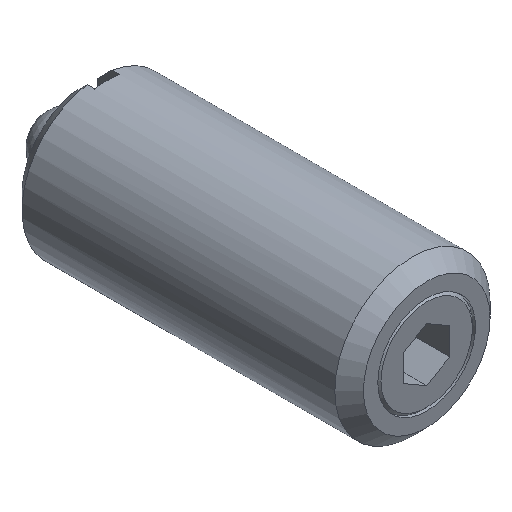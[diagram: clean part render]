
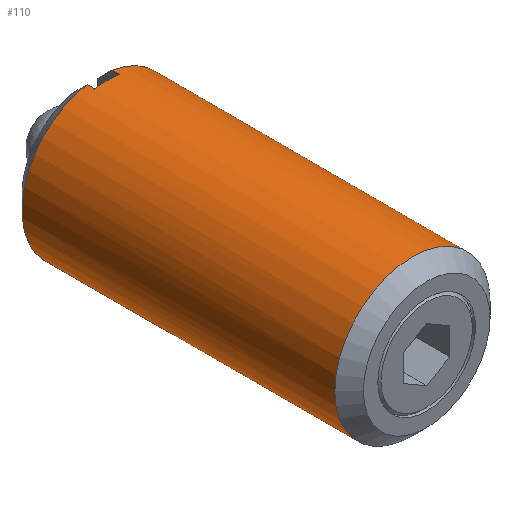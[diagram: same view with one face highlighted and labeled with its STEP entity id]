
A CAD part, isometric view. The second image highlights one B-rep face of the part: STEP entity #110.
In plain terms, the highlighted cylindrical face has radius 5 mm (diameter 10 mm), a full revolution.
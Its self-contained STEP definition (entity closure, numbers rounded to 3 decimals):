
#110 = ADVANCED_FACE( '', ( #237, #238 ), #239, .T. );
#237 = FACE_OUTER_BOUND( '', #382, .T. );
#238 = FACE_OUTER_BOUND( '', #383, .T. );
#239 = CYLINDRICAL_SURFACE( '', #384, 5. );
#382 = EDGE_LOOP( '', ( #636 ) );
#383 = EDGE_LOOP( '', ( #637, #638, #639, #640, #641, #642, #643, #644, #645, #646, #647, #648, #649, #650, #651, #652 ) );
#384 = AXIS2_PLACEMENT_3D( '', #653, #654, #655 );
#636 = ORIENTED_EDGE( '', *, *, #875, .F. );
#637 = ORIENTED_EDGE( '', *, *, #858, .F. );
#638 = ORIENTED_EDGE( '', *, *, #846, .T. );
#639 = ORIENTED_EDGE( '', *, *, #906, .T. );
#640 = ORIENTED_EDGE( '', *, *, #907, .T. );
#641 = ORIENTED_EDGE( '', *, *, #851, .T. );
#642 = ORIENTED_EDGE( '', *, *, #900, .F. );
#643 = ORIENTED_EDGE( '', *, *, #865, .F. );
#644 = ORIENTED_EDGE( '', *, *, #908, .F. );
#645 = ORIENTED_EDGE( '', *, *, #811, .T. );
#646 = ORIENTED_EDGE( '', *, *, #909, .F. );
#647 = ORIENTED_EDGE( '', *, *, #910, .F. );
#648 = ORIENTED_EDGE( '', *, *, #911, .F. );
#649 = ORIENTED_EDGE( '', *, *, #886, .T. );
#650 = ORIENTED_EDGE( '', *, *, #912, .F. );
#651 = ORIENTED_EDGE( '', *, *, #821, .F. );
#652 = ORIENTED_EDGE( '', *, *, #913, .F. );
#653 = CARTESIAN_POINT( '', ( 0., 0., 0. ) );
#654 = DIRECTION( '', ( 0., 1., 0. ) );
#655 = DIRECTION( '', ( 0., 0., -1. ) );
#811 = EDGE_CURVE( '', #951, #948, #952, .T. );
#821 = EDGE_CURVE( '', #966, #969, #970, .F. );
#846 = EDGE_CURVE( '', #1012, #979, #1013, .F. );
#851 = EDGE_CURVE( '', #1020, #1021, #1022, .T. );
#858 = EDGE_CURVE( '', #1012, #1031, #1032, .T. );
#865 = EDGE_CURVE( '', #1042, #1037, #1044, .T. );
#875 = EDGE_CURVE( '', #1058, #1058, #1059, .T. );
#886 = EDGE_CURVE( '', #1076, #1074, #1077, .T. );
#900 = EDGE_CURVE( '', #1037, #1021, #1094, .F. );
#906 = EDGE_CURVE( '', #979, #1006, #1102, .F. );
#907 = EDGE_CURVE( '', #1006, #1020, #1103, .F. );
#908 = EDGE_CURVE( '', #951, #1042, #1104, .T. );
#909 = EDGE_CURVE( '', #1105, #948, #1106, .F. );
#910 = EDGE_CURVE( '', #1107, #1105, #1108, .T. );
#911 = EDGE_CURVE( '', #1076, #1107, #1109, .T. );
#912 = EDGE_CURVE( '', #969, #1074, #1110, .F. );
#913 = EDGE_CURVE( '', #1031, #966, #1111, .F. );
#948 = VERTEX_POINT( '', #1150 );
#951 = VERTEX_POINT( '', #1156 );
#952 = CIRCLE( '', #1157, 5. );
#966 = VERTEX_POINT( '', #1178 );
#969 = VERTEX_POINT( '', #1182 );
#970 = LINE( '', #1183, #1184 );
#979 = VERTEX_POINT( '', #1197 );
#1006 = VERTEX_POINT( '', #1234 );
#1012 = VERTEX_POINT( '', #1243 );
#1013 = LINE( '', #1244, #1245 );
#1020 = VERTEX_POINT( '', #1254 );
#1021 = VERTEX_POINT( '', #1255 );
#1022 = CIRCLE( '', #1256, 5. );
#1031 = VERTEX_POINT( '', #1271 );
#1032 = CIRCLE( '', #1272, 5. );
#1037 = VERTEX_POINT( '', #1279 );
#1042 = VERTEX_POINT( '', #1285 );
#1044 = CIRCLE( '', #1288, 5. );
#1058 = VERTEX_POINT( '', #1307 );
#1059 = CIRCLE( '', #1308, 5. );
#1074 = VERTEX_POINT( '', #1327 );
#1076 = VERTEX_POINT( '', #1332 );
#1077 = CIRCLE( '', #1333, 5. );
#1094 = LINE( '', #1359, #1360 );
#1102 = LINE( '', #1371, #1372 );
#1103 = LINE( '', #1373, #1374 );
#1104 = LINE( '', #1375, #1376 );
#1105 = VERTEX_POINT( '', #1377 );
#1106 = LINE( '', #1378, #1379 );
#1107 = VERTEX_POINT( '', #1380 );
#1108 = CIRCLE( '', #1381, 5. );
#1109 = LINE( '', #1382, #1383 );
#1110 = LINE( '', #1384, #1385 );
#1111 = LINE( '', #1386, #1387 );
#1150 = CARTESIAN_POINT( '', ( -0.8, 21.08, -4.936 ) );
#1156 = CARTESIAN_POINT( '', ( -0.8, 21.08, 4.936 ) );
#1157 = AXIS2_PLACEMENT_3D( '', #1434, #1435, #1436 );
#1178 = CARTESIAN_POINT( '', ( 4.97, 10., -0.55 ) );
#1182 = CARTESIAN_POINT( '', ( 4.97, 19., -0.55 ) );
#1183 = CARTESIAN_POINT( '', ( 4.97, 0., -0.55 ) );
#1184 = VECTOR( '', #1445, 1000. );
#1197 = CARTESIAN_POINT( '', ( 4.97, 10., 0.55 ) );
#1234 = CARTESIAN_POINT( '', ( 4.97, 19., 0.55 ) );
#1243 = CARTESIAN_POINT( '', ( 4.97, 8.4, 0.55 ) );
#1244 = CARTESIAN_POINT( '', ( 4.97, 0., 0.55 ) );
#1245 = VECTOR( '', #1472, 1000. );
#1254 = CARTESIAN_POINT( '', ( 4.97, 21.08, 0.55 ) );
#1255 = CARTESIAN_POINT( '', ( 0.8, 21.08, 4.936 ) );
#1256 = AXIS2_PLACEMENT_3D( '', #1478, #1479, #1480 );
#1271 = CARTESIAN_POINT( '', ( 4.97, 8.4, -0.55 ) );
#1272 = AXIS2_PLACEMENT_3D( '', #1487, #1488, #1489 );
#1279 = CARTESIAN_POINT( '', ( 0.8, 20.6, 4.936 ) );
#1285 = CARTESIAN_POINT( '', ( -0.8, 20.6, 4.936 ) );
#1288 = AXIS2_PLACEMENT_3D( '', #1497, #1498, #1499 );
#1307 = CARTESIAN_POINT( '', ( 0., 0.92, -5. ) );
#1308 = AXIS2_PLACEMENT_3D( '', #1508, #1509, #1510 );
#1327 = CARTESIAN_POINT( '', ( 4.97, 21.08, -0.55 ) );
#1332 = CARTESIAN_POINT( '', ( 0.8, 21.08, -4.936 ) );
#1333 = AXIS2_PLACEMENT_3D( '', #1524, #1525, #1526 );
#1359 = CARTESIAN_POINT( '', ( 0.8, 0., 4.936 ) );
#1360 = VECTOR( '', #1536, 1000. );
#1371 = CARTESIAN_POINT( '', ( 4.97, 0., 0.55 ) );
#1372 = VECTOR( '', #1540, 1000. );
#1373 = CARTESIAN_POINT( '', ( 4.97, 0., 0.55 ) );
#1374 = VECTOR( '', #1541, 1000. );
#1375 = CARTESIAN_POINT( '', ( -0.8, 0., 4.936 ) );
#1376 = VECTOR( '', #1542, 1000. );
#1377 = CARTESIAN_POINT( '', ( -0.8, 20.6, -4.936 ) );
#1378 = CARTESIAN_POINT( '', ( -0.8, 0., -4.936 ) );
#1379 = VECTOR( '', #1543, 1000. );
#1380 = CARTESIAN_POINT( '', ( 0.8, 20.6, -4.936 ) );
#1381 = AXIS2_PLACEMENT_3D( '', #1544, #1545, #1546 );
#1382 = CARTESIAN_POINT( '', ( 0.8, 0., -4.936 ) );
#1383 = VECTOR( '', #1547, 1000. );
#1384 = CARTESIAN_POINT( '', ( 4.97, 0., -0.55 ) );
#1385 = VECTOR( '', #1548, 1000. );
#1386 = CARTESIAN_POINT( '', ( 4.97, 0., -0.55 ) );
#1387 = VECTOR( '', #1549, 1000. );
#1434 = CARTESIAN_POINT( '', ( 0., 21.08, 0. ) );
#1435 = DIRECTION( '', ( 0., -1., 0. ) );
#1436 = DIRECTION( '', ( 0., 0., -1. ) );
#1445 = DIRECTION( '', ( 0., -1., 0. ) );
#1472 = DIRECTION( '', ( 0., -1., 0. ) );
#1478 = CARTESIAN_POINT( '', ( 0., 21.08, 0. ) );
#1479 = DIRECTION( '', ( 0., -1., 0. ) );
#1480 = DIRECTION( '', ( 0., 0., -1. ) );
#1487 = CARTESIAN_POINT( '', ( 0., 8.4, 0. ) );
#1488 = DIRECTION( '', ( 0., 1., 0. ) );
#1489 = DIRECTION( '', ( 0., 0., 1. ) );
#1497 = CARTESIAN_POINT( '', ( 0., 20.6, 0. ) );
#1498 = DIRECTION( '', ( 0., 1., 0. ) );
#1499 = DIRECTION( '', ( 0., 0., 1. ) );
#1508 = CARTESIAN_POINT( '', ( 0., 0.92, 0. ) );
#1509 = DIRECTION( '', ( 0., -1., 0. ) );
#1510 = DIRECTION( '', ( 0., 0., -1. ) );
#1524 = CARTESIAN_POINT( '', ( 0., 21.08, 0. ) );
#1525 = DIRECTION( '', ( 0., -1., 0. ) );
#1526 = DIRECTION( '', ( 0., 0., -1. ) );
#1536 = DIRECTION( '', ( 0., -1., 0. ) );
#1540 = DIRECTION( '', ( 0., -1., 0. ) );
#1541 = DIRECTION( '', ( 0., -1., 0. ) );
#1542 = DIRECTION( '', ( 0., -1., 0. ) );
#1543 = DIRECTION( '', ( 0., -1., 0. ) );
#1544 = CARTESIAN_POINT( '', ( 0., 20.6, 0. ) );
#1545 = DIRECTION( '', ( 0., 1., 0. ) );
#1546 = DIRECTION( '', ( 0., 0., 1. ) );
#1547 = DIRECTION( '', ( 0., -1., 0. ) );
#1548 = DIRECTION( '', ( 0., -1., 0. ) );
#1549 = DIRECTION( '', ( 0., -1., 0. ) );
